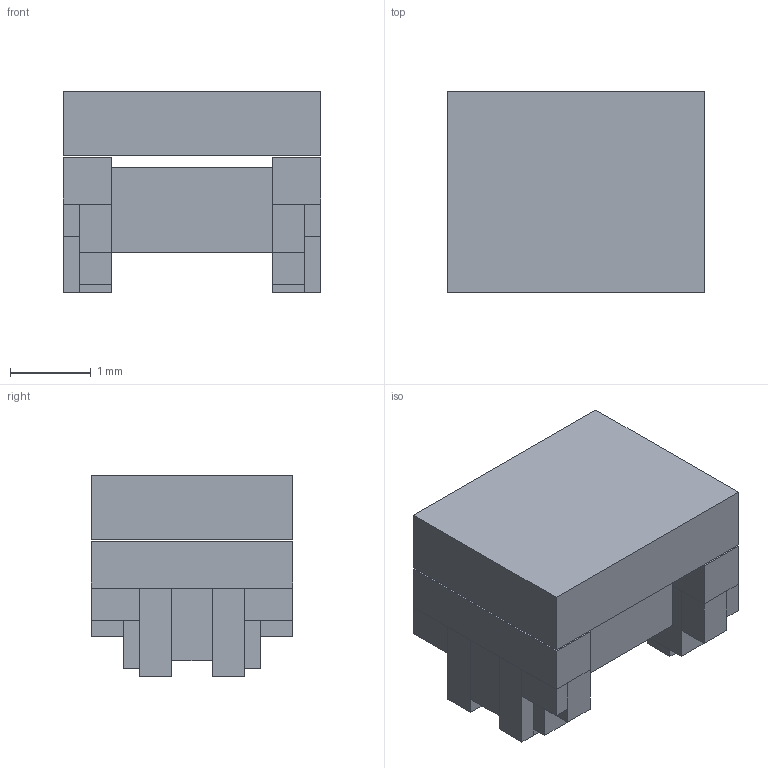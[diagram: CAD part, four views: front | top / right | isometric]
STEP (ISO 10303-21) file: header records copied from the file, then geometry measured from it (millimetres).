
FILE_DESCRIPTION(('FreeCAD Model'),'2;1');
FILE_NAME('13687640.5.4.stp','2023-08-22T04:24:26',( 'Author'),(''),'Open CASCADE STEP processor 6.9','FreeCAD','Unknown' );
FILE_SCHEMA(('AUTOMOTIVE_DESIGN { 1 0 10303 214 1 1 1 1 }'));
Length unit declared in the file: millimetre
Products named in the file (5): ASSEMBLY; solidBody; solidC1; solidLead; solidCoil
Assembly tree (4 placements, depth 2):
  ASSEMBLY
    solidBody
    solidC1
    solidLead
    solidCoil
Bounding box: 3.2 x 2.5 x 2.5 mm (x, y, z)
Volume: 13.6 mm3; surface area: 76.5 mm2
Topology: 10 solids, 10 shells, 136 faces, 296 edges, 180 vertices
Faces by surface type: plane 136
Entity records: 7573 total; most frequent: CARTESIAN_POINT 1209, DIRECTION 1170, LINE 888, VECTOR 888, ORIENTED_EDGE 592, PCURVE 592, DEFINITIONAL_REPRESENTATION 592, EDGE_CURVE 296
